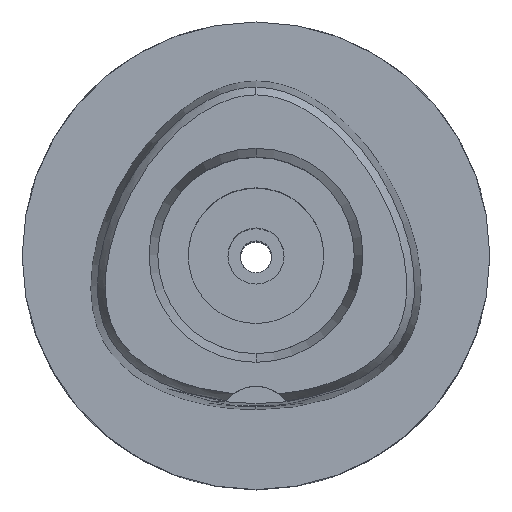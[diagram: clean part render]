
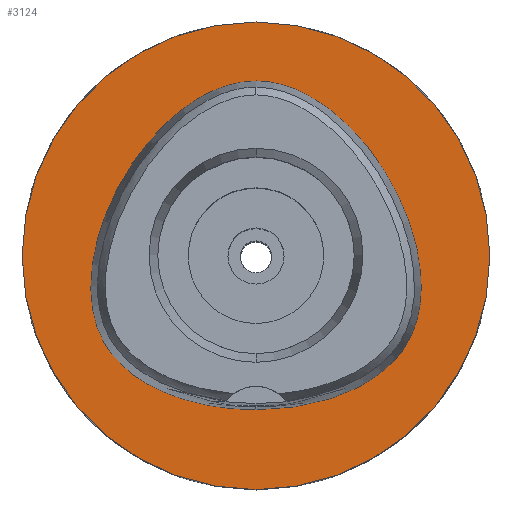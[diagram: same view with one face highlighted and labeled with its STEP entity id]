
A CAD part, top view. The second image highlights one B-rep face of the part: STEP entity #3124.
In plain terms, the highlighted planar face has unit normal (0, 0, 1).
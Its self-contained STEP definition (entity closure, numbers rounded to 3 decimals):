
#93 = CARTESIAN_POINT ( 'NONE',  ( 0.68, 18.695, 0. ) ) ;
#189 = DIRECTION ( 'NONE',  ( 0., 0., -1. ) ) ;
#214 = CARTESIAN_POINT ( 'NONE',  ( -5.051, -16.156, 0. ) ) ;
#258 = AXIS2_PLACEMENT_3D ( 'NONE', #3463, #4640, #3538 ) ;
#286 = EDGE_LOOP ( 'NONE', ( #2136, #4767 ) ) ;
#340 = B_SPLINE_CURVE_WITH_KNOTS ( 'NONE', 3,
 ( #3022, #2686, #1584, #828, #4207, #4158, #3076, #4182, #1194, #3444, #516, #2379, #852, #1237, #4536, #4516, #3098, #2348, #2321, #3829, #93, #880 ),
 .UNSPECIFIED., .F., .F.,
 ( 4, 1, 1, 1, 1, 1, 1, 1, 1, 1, 1, 1, 1, 1, 1, 1, 1, 1, 1, 4 ),
 ( 0., 0.083, 0.167, 0.208, 0.25, 0.292, 0.312, 0.333, 0.354, 0.375, 0.417, 0.458, 0.5, 0.583, 0.667, 0.75, 0.833, 0.917, 0.958, 1. ),
 .UNSPECIFIED. ) ;
#433 = ORIENTED_EDGE ( 'NONE', *, *, #1304, .F. ) ;
#516 = CARTESIAN_POINT ( 'NONE',  ( 17.165, -7.166, 0. ) ) ;
#532 = DIRECTION ( 'NONE',  ( 0., 1., 0. ) ) ;
#558 = PLANE ( 'NONE',  #1386 ) ;
#562 = CARTESIAN_POINT ( 'NONE',  ( -17.564, -5.456, 0. ) ) ;
#583 = CARTESIAN_POINT ( 'NONE',  ( 0., 0., 0. ) ) ;
#698 = EDGE_CURVE ( 'NONE', #1914, #3017, #340, .T. ) ;
#828 = CARTESIAN_POINT ( 'NONE',  ( 8.947, -15.039, 0. ) ) ;
#852 = CARTESIAN_POINT ( 'NONE',  ( 17.711, -3.269, 0. ) ) ;
#876 = CARTESIAN_POINT ( 'NONE',  ( -14.788, -11.282, 0. ) ) ;
#880 = CARTESIAN_POINT ( 'NONE',  ( 0., 18.695, 0. ) ) ;
#901 = CARTESIAN_POINT ( 'NONE',  ( -11.466, 12.452, 0. ) ) ;
#915 = DIRECTION ( 'NONE',  ( 0., 0., -1. ) ) ;
#921 = CARTESIAN_POINT ( 'NONE',  ( -16.517, 3.703, 0. ) ) ;
#1194 = CARTESIAN_POINT ( 'NONE',  ( 16.206, -9.357, 0. ) ) ;
#1235 = CARTESIAN_POINT ( 'NONE',  ( -0.68, 18.695, 0. ) ) ;
#1237 = CARTESIAN_POINT ( 'NONE',  ( 17.498, -0.229, 0. ) ) ;
#1304 = EDGE_CURVE ( 'NONE', #4530, #4411, #1666, .T. ) ;
#1379 = EDGE_CURVE ( 'NONE', #4411, #4530, #4368, .T. ) ;
#1386 = AXIS2_PLACEMENT_3D ( 'NONE', #583, #915, #3937 ) ;
#1584 = CARTESIAN_POINT ( 'NONE',  ( 5.051, -16.156, 0. ) ) ;
#1666 = CIRCLE ( 'NONE', #258, 25. ) ;
#1914 = VERTEX_POINT ( 'NONE', #2599 ) ;
#1985 = CARTESIAN_POINT ( 'NONE',  ( -2.041, 18.55, 0. ) ) ;
#2008 = CARTESIAN_POINT ( 'NONE',  ( -16.669, -8.446, 0. ) ) ;
#2020 = ORIENTED_EDGE ( 'NONE', *, *, #1379, .F. ) ;
#2033 = CARTESIAN_POINT ( 'NONE',  ( -17.711, -3.269, 0. ) ) ;
#2075 = CARTESIAN_POINT ( 'NONE',  ( -17.498, -0.229, 0. ) ) ;
#2136 = ORIENTED_EDGE ( 'NONE', *, *, #2175, .F. ) ;
#2175 = EDGE_CURVE ( 'NONE', #3017, #1914, #3127, .T. ) ;
#2281 = AXIS2_PLACEMENT_3D ( 'NONE', #2822, #189, #532 ) ;
#2321 = CARTESIAN_POINT ( 'NONE',  ( 4.729, 17.735, 0. ) ) ;
#2348 = CARTESIAN_POINT ( 'NONE',  ( 7.968, 15.831, 0. ) ) ;
#2376 = CARTESIAN_POINT ( 'NONE',  ( -14.38, 8.302, 0. ) ) ;
#2379 = CARTESIAN_POINT ( 'NONE',  ( 17.564, -5.456, 0. ) ) ;
#2397 = CARTESIAN_POINT ( 'NONE',  ( -8.947, -15.039, 0. ) ) ;
#2599 = CARTESIAN_POINT ( 'NONE',  ( 0., -16.455, 0. ) ) ;
#2686 = CARTESIAN_POINT ( 'NONE',  ( 1.684, -16.455, 0. ) ) ;
#2732 = CARTESIAN_POINT ( 'NONE',  ( -4.729, 17.735, 0. ) ) ;
#2803 = CARTESIAN_POINT ( 'NONE',  ( -13.507, -12.483, 0. ) ) ;
#2822 = CARTESIAN_POINT ( 'NONE',  ( 0., 0., 0. ) ) ;
#2829 = CARTESIAN_POINT ( 'NONE',  ( -11.687, -13.704, 0. ) ) ;
#2855 = EDGE_LOOP ( 'NONE', ( #2020, #433 ) ) ;
#3017 = VERTEX_POINT ( 'NONE', #3397 ) ;
#3022 = CARTESIAN_POINT ( 'NONE',  ( 0., -16.455, 0. ) ) ;
#3076 = CARTESIAN_POINT ( 'NONE',  ( 14.788, -11.282, 0. ) ) ;
#3098 = CARTESIAN_POINT ( 'NONE',  ( 11.466, 12.452, 0. ) ) ;
#3124 = ADVANCED_FACE ( 'NONE', ( #3246, #4266 ), #558, .F. ) ;
#3127 = B_SPLINE_CURVE_WITH_KNOTS ( 'NONE', 3,
 ( #3204, #1235, #1985, #2732, #3157, #901, #2376, #921, #2075, #2033, #562, #4646, #2008, #4605, #3561, #876, #2803, #2829, #2397, #214, #3543, #3852 ),
 .UNSPECIFIED., .F., .F.,
 ( 4, 1, 1, 1, 1, 1, 1, 1, 1, 1, 1, 1, 1, 1, 1, 1, 1, 1, 1, 4 ),
 ( 0., 0.042, 0.083, 0.167, 0.25, 0.333, 0.417, 0.5, 0.542, 0.583, 0.625, 0.646, 0.667, 0.688, 0.708, 0.75, 0.792, 0.833, 0.917, 1. ),
 .UNSPECIFIED. ) ;
#3157 = CARTESIAN_POINT ( 'NONE',  ( -7.968, 15.831, 0. ) ) ;
#3204 = CARTESIAN_POINT ( 'NONE',  ( 0., 18.695, 0. ) ) ;
#3246 = FACE_OUTER_BOUND ( 'NONE', #2855, .T. ) ;
#3397 = CARTESIAN_POINT ( 'NONE',  ( 0., 18.695, 0. ) ) ;
#3444 = CARTESIAN_POINT ( 'NONE',  ( 16.669, -8.446, 0. ) ) ;
#3463 = CARTESIAN_POINT ( 'NONE',  ( 0., 0., 0. ) ) ;
#3538 = DIRECTION ( 'NONE',  ( 0., -1., 0. ) ) ;
#3543 = CARTESIAN_POINT ( 'NONE',  ( -1.684, -16.455, 0. ) ) ;
#3561 = CARTESIAN_POINT ( 'NONE',  ( -15.649, -10.213, 0. ) ) ;
#3829 = CARTESIAN_POINT ( 'NONE',  ( 2.041, 18.55, 0. ) ) ;
#3852 = CARTESIAN_POINT ( 'NONE',  ( 0., -16.455, 0. ) ) ;
#3874 = CARTESIAN_POINT ( 'NONE',  ( 0., 25., 0. ) ) ;
#3937 = DIRECTION ( 'NONE',  ( 0., -1., 0. ) ) ;
#4158 = CARTESIAN_POINT ( 'NONE',  ( 13.507, -12.483, 0. ) ) ;
#4182 = CARTESIAN_POINT ( 'NONE',  ( 15.649, -10.213, 0. ) ) ;
#4207 = CARTESIAN_POINT ( 'NONE',  ( 11.687, -13.704, 0. ) ) ;
#4266 = FACE_BOUND ( 'NONE', #286, .T. ) ;
#4318 = CARTESIAN_POINT ( 'NONE',  ( 0., -25., 0. ) ) ;
#4368 = CIRCLE ( 'NONE', #2281, 25. ) ;
#4411 = VERTEX_POINT ( 'NONE', #3874 ) ;
#4516 = CARTESIAN_POINT ( 'NONE',  ( 14.38, 8.302, 0. ) ) ;
#4530 = VERTEX_POINT ( 'NONE', #4318 ) ;
#4536 = CARTESIAN_POINT ( 'NONE',  ( 16.517, 3.703, 0. ) ) ;
#4605 = CARTESIAN_POINT ( 'NONE',  ( -16.206, -9.357, 0. ) ) ;
#4640 = DIRECTION ( 'NONE',  ( 0., 0., -1. ) ) ;
#4646 = CARTESIAN_POINT ( 'NONE',  ( -17.165, -7.166, 0. ) ) ;
#4767 = ORIENTED_EDGE ( 'NONE', *, *, #698, .F. ) ;
